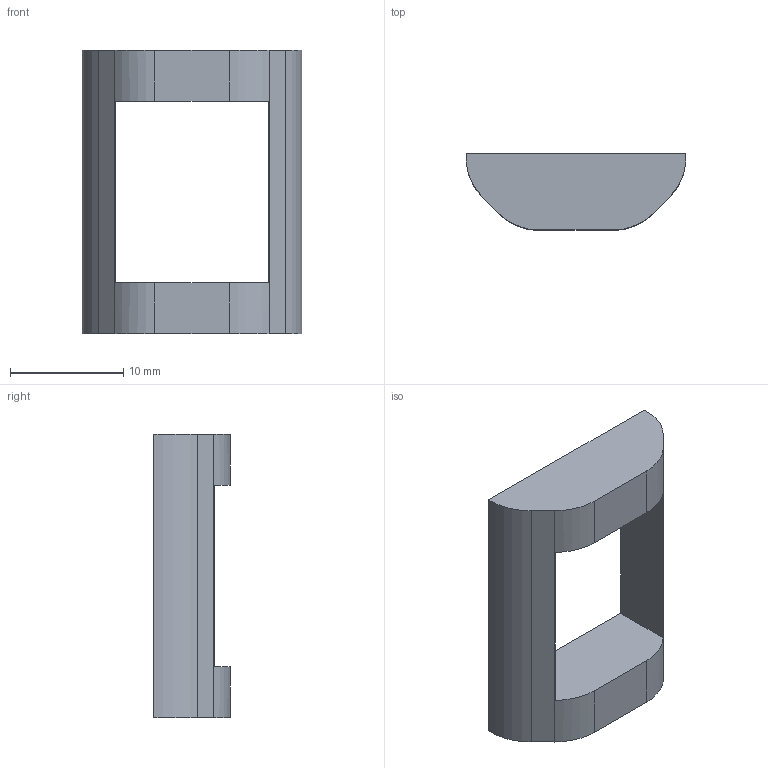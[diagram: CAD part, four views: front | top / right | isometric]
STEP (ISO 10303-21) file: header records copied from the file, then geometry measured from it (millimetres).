
FILE_DESCRIPTION((''),'2;1');
FILE_NAME('MUTTERIHOLDERI','2019-08-30T',('Johannes'),(''),'CREO PARAMETRIC BY PTC INC, 2015200','CREO PARAMETRIC BY PTC INC, 2015200','');
FILE_SCHEMA(('CONFIG_CONTROL_DESIGN'));
Length unit declared in the file: millimetre
Products named in the file (1): MUTTERIHOLDERI
Bounding box: 19.41 x 6.75 x 25 mm (x, y, z)
Volume: 1337.4 mm3; surface area: 1281.7 mm2
Topology: 1 solids, 1 shells, 15 faces, 42 edges, 28 vertices
Faces by surface type: plane 11, cylinder 4
Entity records: 530 total; most frequent: CARTESIAN_POINT 85, DIRECTION 84, ORIENTED_EDGE 84, EDGE_CURVE 42, VECTOR 30, LINE 30, VERTEX_POINT 28, AXIS2_PLACEMENT_3D 27
